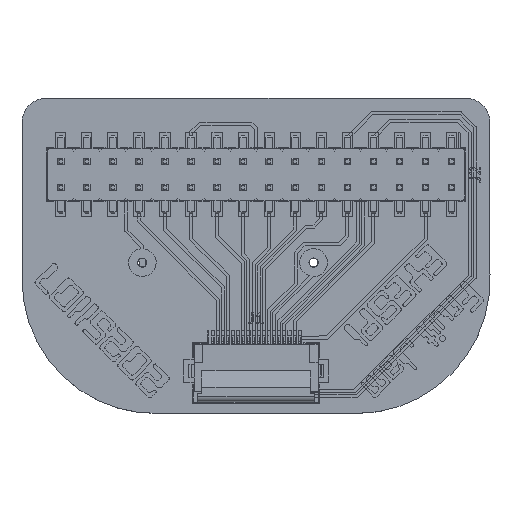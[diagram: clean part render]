
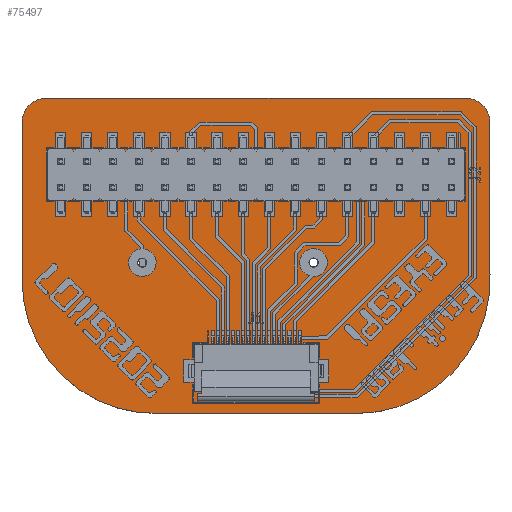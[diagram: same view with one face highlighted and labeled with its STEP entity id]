
A CAD part, top view. The second image highlights one B-rep face of the part: STEP entity #75497.
In plain terms, the highlighted planar face has unit normal (0, 0, 1).
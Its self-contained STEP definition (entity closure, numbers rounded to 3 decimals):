
#75326 = VERTEX_POINT('',#75327);
#75327 = CARTESIAN_POINT('',(20.497,15.354,1.51));
#75333 = EDGE_CURVE('',#75326,#75334,#75336,.T.);
#75334 = VERTEX_POINT('',#75335);
#75335 = CARTESIAN_POINT('',(22.797,13.054,1.51));
#75336 = CIRCLE('',#75337,2.3);
#75337 = AXIS2_PLACEMENT_3D('',#75338,#75339,#75340);
#75338 = CARTESIAN_POINT('',(20.497,13.054,1.51));
#75339 = DIRECTION('',(0.,0.,-1.));
#75340 = DIRECTION('',(0.,1.,0.));
#75368 = VERTEX_POINT('',#75369);
#75369 = CARTESIAN_POINT('',(-20.513,15.354,1.51));
#75375 = EDGE_CURVE('',#75368,#75326,#75376,.T.);
#75376 = LINE('',#75377,#75378);
#75377 = CARTESIAN_POINT('',(-20.513,15.354,1.51));
#75378 = VECTOR('',#75379,1.);
#75379 = DIRECTION('',(1.,0.,0.));
#75397 = EDGE_CURVE('',#75334,#75398,#75400,.T.);
#75398 = VERTEX_POINT('',#75399);
#75399 = CARTESIAN_POINT('',(22.801,-1.779,1.51));
#75400 = LINE('',#75401,#75402);
#75401 = CARTESIAN_POINT('',(22.797,13.054,1.51));
#75402 = VECTOR('',#75403,1.);
#75403 = DIRECTION('',(0.,-1.,0.));
#75497 = ADVANCED_FACE('',(#75498,#75544,#75555),#75566,.T.);
#75498 = FACE_BOUND('',#75499,.T.);
#75499 = EDGE_LOOP('',(#75500,#75501,#75502,#75511,#75519,#75528,#75536,
    #75543));
#75500 = ORIENTED_EDGE('',*,*,#75333,.F.);
#75501 = ORIENTED_EDGE('',*,*,#75375,.F.);
#75502 = ORIENTED_EDGE('',*,*,#75503,.F.);
#75503 = EDGE_CURVE('',#75504,#75368,#75506,.T.);
#75504 = VERTEX_POINT('',#75505);
#75505 = CARTESIAN_POINT('',(-22.813,13.054,1.51));
#75506 = CIRCLE('',#75507,2.3);
#75507 = AXIS2_PLACEMENT_3D('',#75508,#75509,#75510);
#75508 = CARTESIAN_POINT('',(-20.513,13.054,1.51));
#75509 = DIRECTION('',(0.,0.,-1.));
#75510 = DIRECTION('',(-1.,0.,-0.));
#75511 = ORIENTED_EDGE('',*,*,#75512,.F.);
#75512 = EDGE_CURVE('',#75513,#75504,#75515,.T.);
#75513 = VERTEX_POINT('',#75514);
#75514 = CARTESIAN_POINT('',(-22.813,-2.357,1.51));
#75515 = LINE('',#75516,#75517);
#75516 = CARTESIAN_POINT('',(-22.813,-2.357,1.51));
#75517 = VECTOR('',#75518,1.);
#75518 = DIRECTION('',(0.,1.,0.));
#75519 = ORIENTED_EDGE('',*,*,#75520,.F.);
#75520 = EDGE_CURVE('',#75521,#75513,#75523,.T.);
#75521 = VERTEX_POINT('',#75522);
#75522 = CARTESIAN_POINT('',(-9.244,-15.342,1.51));
#75523 = CIRCLE('',#75524,13.012);
#75524 = AXIS2_PLACEMENT_3D('',#75525,#75526,#75527);
#75525 = CARTESIAN_POINT('',(-9.801,-2.342,1.51));
#75526 = DIRECTION('',(0.,0.,-1.));
#75527 = DIRECTION('',(0.043,-0.999,0.));
#75528 = ORIENTED_EDGE('',*,*,#75529,.F.);
#75529 = EDGE_CURVE('',#75530,#75521,#75532,.T.);
#75530 = VERTEX_POINT('',#75531);
#75531 = CARTESIAN_POINT('',(9.801,-15.348,1.51));
#75532 = LINE('',#75533,#75534);
#75533 = CARTESIAN_POINT('',(9.801,-15.348,1.51));
#75534 = VECTOR('',#75535,1.);
#75535 = DIRECTION('',(-1.,0.,0.));
#75536 = ORIENTED_EDGE('',*,*,#75537,.F.);
#75537 = EDGE_CURVE('',#75398,#75530,#75538,.T.);
#75538 = CIRCLE('',#75539,13.012);
#75539 = AXIS2_PLACEMENT_3D('',#75540,#75541,#75542);
#75540 = CARTESIAN_POINT('',(9.801,-2.336,1.51));
#75541 = DIRECTION('',(0.,0.,-1.));
#75542 = DIRECTION('',(0.999,0.043,0.));
#75543 = ORIENTED_EDGE('',*,*,#75397,.F.);
#75544 = FACE_BOUND('',#75545,.T.);
#75545 = EDGE_LOOP('',(#75546));
#75546 = ORIENTED_EDGE('',*,*,#75547,.T.);
#75547 = EDGE_CURVE('',#75548,#75548,#75550,.T.);
#75548 = VERTEX_POINT('',#75549);
#75549 = CARTESIAN_POINT('',(-11.09,-1.095,1.51));
#75550 = CIRCLE('',#75551,0.45);
#75551 = AXIS2_PLACEMENT_3D('',#75552,#75553,#75554);
#75552 = CARTESIAN_POINT('',(-11.09,-0.645,1.51));
#75553 = DIRECTION('',(-0.,0.,-1.));
#75554 = DIRECTION('',(-0.,-1.,0.));
#75555 = FACE_BOUND('',#75556,.T.);
#75556 = EDGE_LOOP('',(#75557));
#75557 = ORIENTED_EDGE('',*,*,#75558,.T.);
#75558 = EDGE_CURVE('',#75559,#75559,#75561,.T.);
#75559 = VERTEX_POINT('',#75560);
#75560 = CARTESIAN_POINT('',(5.608,-1.093,1.51));
#75561 = CIRCLE('',#75562,0.45);
#75562 = AXIS2_PLACEMENT_3D('',#75563,#75564,#75565);
#75563 = CARTESIAN_POINT('',(5.608,-0.643,1.51));
#75564 = DIRECTION('',(-0.,0.,-1.));
#75565 = DIRECTION('',(0.,-1.,-0.));
#75566 = PLANE('',#75567);
#75567 = AXIS2_PLACEMENT_3D('',#75568,#75569,#75570);
#75568 = CARTESIAN_POINT('',(0.,0.,1.51));
#75569 = DIRECTION('',(0.,0.,1.));
#75570 = DIRECTION('',(1.,0.,-0.));
